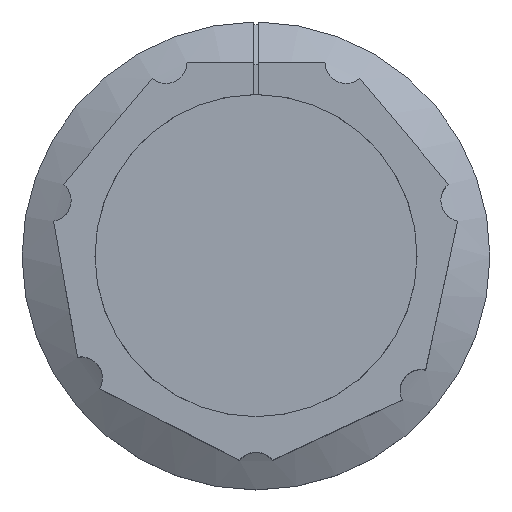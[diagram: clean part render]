
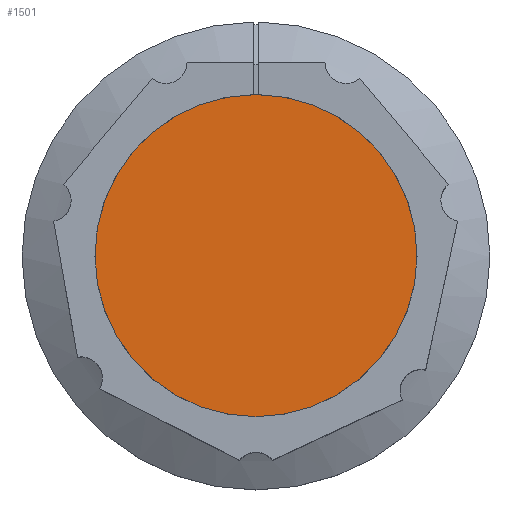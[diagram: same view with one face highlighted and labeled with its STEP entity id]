
A CAD part, top view. The second image highlights one B-rep face of the part: STEP entity #1501.
In plain terms, the highlighted planar face has unit normal (0, 0, 1).
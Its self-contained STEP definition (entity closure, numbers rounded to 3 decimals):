
#707=CARTESIAN_POINT('',(0.,0.,-1.));
#708=DIRECTION('',(0.,0.,-1.));
#709=DIRECTION('',(0.,1.,0.));
#710=AXIS2_PLACEMENT_3D('',#707,#708,#709);
#734=CARTESIAN_POINT('',(0.,0.,-1.));
#735=DIRECTION('',(0.,0.,1.));
#736=DIRECTION('',(0.,1.,0.));
#737=AXIS2_PLACEMENT_3D('',#734,#735,#736);
#813=CARTESIAN_POINT('',(0.,15.456,-1.));
#814=CARTESIAN_POINT('',(0.,-15.456,-1.));
#815=VERTEX_POINT('',#813);
#816=VERTEX_POINT('',#814);
#1492=CARTESIAN_POINT('',(0.,0.,-1.));
#1493=DIRECTION('',(0.,0.,-1.));
#1494=DIRECTION('',(0.,-1.,0.));
#1495=AXIS2_PLACEMENT_3D('',#1492,#1493,#1494);
#1496=PLANE('',#1495);
#1497=ORIENTED_EDGE('',*,*,#1434,.F.);
#1498=ORIENTED_EDGE('',*,*,#1414,.T.);
#1499=EDGE_LOOP('',(#1497,#1498));
#1500=FACE_OUTER_BOUND('',#1499,.F.);
#1501=ADVANCED_FACE('',(#1500),#1496,.F.);
#711=CIRCLE('',#710,15.456);
#738=CIRCLE('',#737,15.456);
#1414=EDGE_CURVE('',#815,#816,#711,.T.);
#1434=EDGE_CURVE('',#815,#816,#738,.T.);
